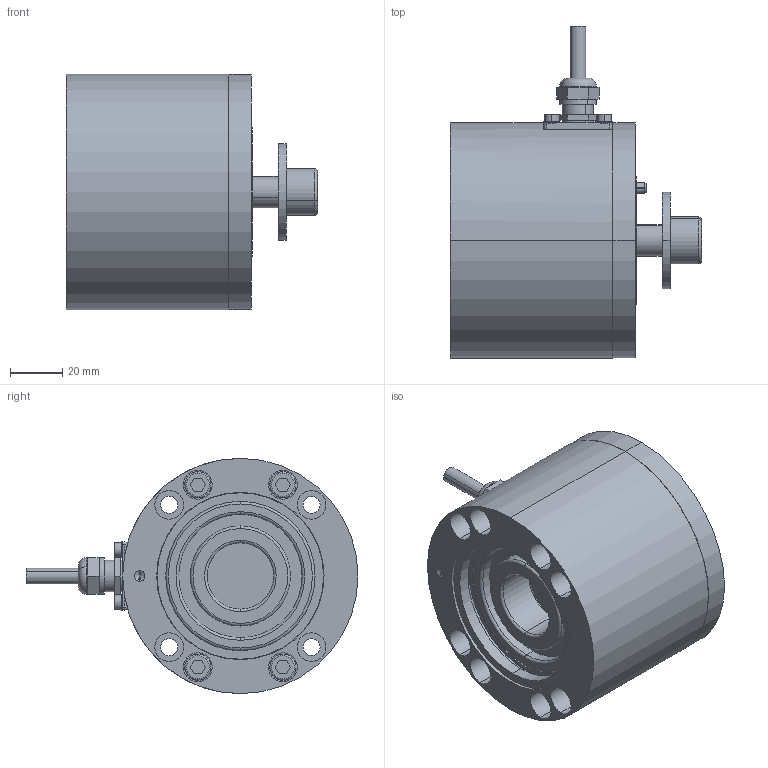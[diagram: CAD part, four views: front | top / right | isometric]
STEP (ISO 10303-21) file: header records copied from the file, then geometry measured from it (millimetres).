
FILE_DESCRIPTION (( 'STEP AP203' ), '1' );
FILE_NAME ('31104643_-.step', '2022-03-08T09:14:25', ( '' ), ( '' ), 'SwSTEP 2.0', 'SolidWorks 2018', '' );
FILE_SCHEMA (( 'CONFIG_CONTROL_DESIGN' ));
Length unit declared in the file: millimetre
Products named in the file (16): Si-Ring DIN472_D57.15; 51283_01; Zyl-Schr DIN912_M6x30; Sch DIN9021_M12; 31104496_stp_01; 31101749_01; 31104506_01; Zyl-Schr DIN912_M12x25; PKL_NLJ1_vereinfacht_01; Spannstift_ISO13337_D04x10; 31104488_01; Steuerkabel_6x20; Federringe_DIN127A_M03; 31104643_-; 31104498_stp_nach_Vergueten; Zyl-Schr DIN912_M3x6
Assembly tree (24 placements, depth 3):
  31104643_-
    31104496_stp_01
      31104498_stp_nach_Vergueten
      31104488_01
      Federringe_DIN127A_M03  x4
      Zyl-Schr DIN912_M3x6  x4
      Zyl-Schr DIN912_M6x30  x4
      Si-Ring DIN472_D57.15
      PKL_NLJ1_vereinfacht_01
    31104506_01
    Spannstift_ISO13337_D04x10
    Zyl-Schr DIN912_M12x25
    Sch DIN9021_M12
    51283_01
    31101749_01
    Steuerkabel_6x20
Bounding box: 96.05 x 127 x 90 mm (x, y, z)
Volume: 307820.8 mm3; surface area: 120517.9 mm2
Topology: 23 solids, 23 shells, 525 faces, 1199 edges, 759 vertices
Faces by surface type: cylinder 228, plane 201, cone 50, torus 46
Entity records: 13706 total; most frequent: DIRECTION 2241, CARTESIAN_POINT 2106, ORIENTED_EDGE 1842, EDGE_CURVE 921, AXIS2_PLACEMENT_3D 913, VERTEX_POINT 591, EDGE_LOOP 498, CIRCLE 486
